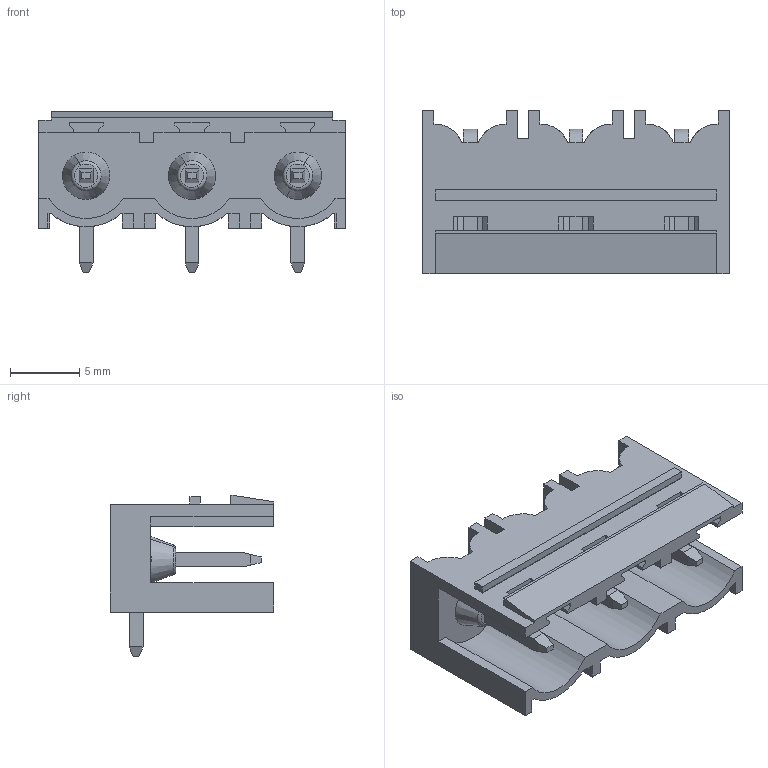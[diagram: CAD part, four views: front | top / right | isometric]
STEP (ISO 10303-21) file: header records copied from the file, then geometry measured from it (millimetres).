
FILE_DESCRIPTION(('CATIA V5 STEP Exchange','CAx-IF Rec.Pracs.--- Model Styling and Organization---1.4--- 2014-01-23'),'2;1');
FILE_NAME ('D1453704_1_1624160000_1624160000.stp','2021-02-15T08:26:13+00:00',('none'),('Weidmueller'),'CATIA Version 5-6 Release 2016 SP3 HF44','CATIA V5 STEP AP214','none');
FILE_SCHEMA(('AUTOMOTIVE_DESIGN { 1 0 10303 214 1 1 1 1 }'));
Length unit declared in the file: millimetre
Products named in the file (1): 1624160000
Bounding box: 22.04 x 11.75 x 11.6 mm (x, y, z)
Volume: 726.4 mm3; surface area: 1868.3 mm2
Topology: 4 solids, 4 shells, 213 faces, 599 edges, 392 vertices
Faces by surface type: plane 171, cylinder 28, cone 6, torus 6, extrusion 2
Entity records: 6954 total; most frequent: CARTESIAN_POINT 1408, ORIENTED_EDGE 1198, DIRECTION 946, EDGE_CURVE 599, VECTOR 517, LINE 515, VERTEX_POINT 392, AXIS2_PLACEMENT_3D 244
